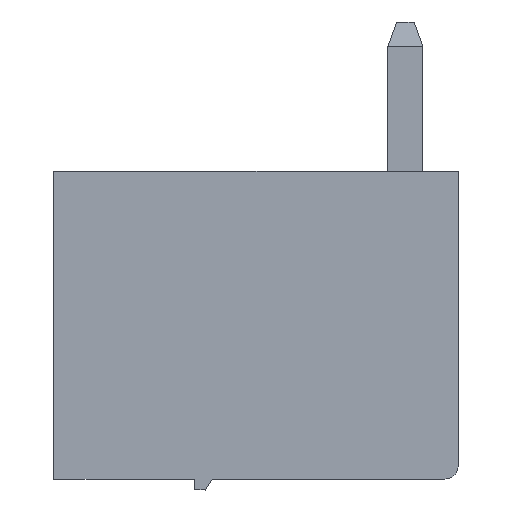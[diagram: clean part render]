
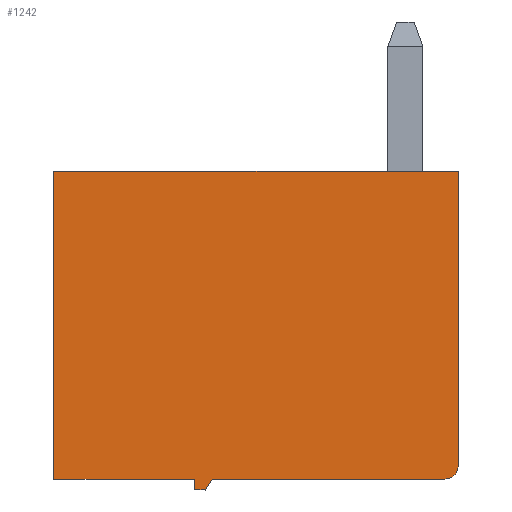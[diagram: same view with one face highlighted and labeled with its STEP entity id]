
A CAD part, front view. The second image highlights one B-rep face of the part: STEP entity #1242.
In plain terms, the highlighted planar face has unit normal (0, -1, 0).
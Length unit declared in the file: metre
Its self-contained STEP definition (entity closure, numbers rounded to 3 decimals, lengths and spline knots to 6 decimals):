
#1242=ADVANCED_FACE('',(#2625),#2626,.T.);
#2625=FACE_OUTER_BOUND('',#4117,.T.);
#2626=PLANE('',#4118);
#4117=EDGE_LOOP('',(#7942,#7943,#7944,#7945,#7946,#7947,#7948,#7949,#7950));
#4118=AXIS2_PLACEMENT_3D('',#7951,#7952,#7953);
#7942=ORIENTED_EDGE('',*,*,#9352,.F.);
#7943=ORIENTED_EDGE('',*,*,#10353,.F.);
#7944=ORIENTED_EDGE('',*,*,#10240,.F.);
#7945=ORIENTED_EDGE('',*,*,#10369,.F.);
#7946=ORIENTED_EDGE('',*,*,#8975,.F.);
#7947=ORIENTED_EDGE('',*,*,#8942,.F.);
#7948=ORIENTED_EDGE('',*,*,#10246,.F.);
#7949=ORIENTED_EDGE('',*,*,#9995,.F.);
#7950=ORIENTED_EDGE('',*,*,#9712,.F.);
#7951=CARTESIAN_POINT('',(0.0089,-0.046415,-0.0067));
#7952=DIRECTION('',(0.,-1.0,0.));
#7953=DIRECTION('',(0.0,0.,-1.0));
#8942=EDGE_CURVE('',#10718,#10720,#10721,.T.);
#8975=EDGE_CURVE('',#10720,#10776,#10777,.T.);
#9352=EDGE_CURVE('',#11413,#11415,#11416,.T.);
#9712=EDGE_CURVE('',#11415,#11991,#11992,.T.);
#9995=EDGE_CURVE('',#11991,#12391,#12392,.T.);
#10240=EDGE_CURVE('',#12697,#12699,#12700,.T.);
#10246=EDGE_CURVE('',#12391,#10718,#12707,.T.);
#10353=EDGE_CURVE('',#12699,#11413,#12828,.T.);
#10369=EDGE_CURVE('',#10776,#12697,#12858,.T.);
#10718=VERTEX_POINT('',#13314);
#10720=VERTEX_POINT('',#13317);
#10721=LINE('',#13318,#13319);
#10776=VERTEX_POINT('',#13395);
#10777=LINE('',#13396,#13397);
#11413=VERTEX_POINT('',#14331);
#11415=VERTEX_POINT('',#14334);
#11416=LINE('',#14335,#14336);
#11991=VERTEX_POINT('',#15182);
#11992=LINE('',#15183,#15184);
#12391=VERTEX_POINT('',#15788);
#12392=CIRCLE('',#15789,0.0003);
#12697=VERTEX_POINT('',#16249);
#12699=VERTEX_POINT('',#16252);
#12700=LINE('',#16253,#16254);
#12707=LINE('',#16264,#16265);
#12828=LINE('',#16440,#16441);
#12858=LINE('',#16484,#16485);
#13314=CARTESIAN_POINT('',(0.0036,-0.046415,-0.007));
#13317=CARTESIAN_POINT('',(0.00345,-0.046415,-0.00725));
#13318=CARTESIAN_POINT('',(0.00345,-0.046415,-0.00725));
#13319=VECTOR('',#16985,1.0);
#13395=CARTESIAN_POINT('',(0.0032,-0.046415,-0.00725));
#13396=CARTESIAN_POINT('',(0.0032,-0.046415,-0.00725));
#13397=VECTOR('',#17016,1.0);
#14331=CARTESIAN_POINT('',(0.,-0.046415,0.));
#14334=CARTESIAN_POINT('',(0.0092,-0.046415,0.));
#14335=CARTESIAN_POINT('',(0.0065,-0.046415,0.));
#14336=VECTOR('',#17340,1.0);
#15182=CARTESIAN_POINT('',(0.0092,-0.046415,-0.0067));
#15183=CARTESIAN_POINT('',(0.0092,-0.046415,-0.0067));
#15184=VECTOR('',#17660,1.0);
#15788=CARTESIAN_POINT('',(0.0089,-0.046415,-0.007));
#15789=AXIS2_PLACEMENT_3D('',#17890,#17891,#17892);
#16249=CARTESIAN_POINT('',(0.0032,-0.046415,-0.007));
#16252=CARTESIAN_POINT('',(0.,-0.046415,-0.007));
#16253=CARTESIAN_POINT('',(0.,-0.046415,-0.007));
#16254=VECTOR('',#18055,1.0);
#16264=CARTESIAN_POINT('',(0.0036,-0.046415,-0.007));
#16265=VECTOR('',#18059,1.0);
#16440=CARTESIAN_POINT('',(0.,-0.046415,0.));
#16441=VECTOR('',#18120,1.0);
#16484=CARTESIAN_POINT('',(0.0032,-0.046415,-0.007));
#16485=VECTOR('',#18137,1.0);
#16985=DIRECTION('',(-0.514,0.,-0.857));
#17016=DIRECTION('',(-1.0,0.,0.));
#17340=DIRECTION('',(1.0,0.,0.));
#17660=DIRECTION('',(0.,0.,-1.0));
#17890=CARTESIAN_POINT('',(0.0089,-0.046415,-0.0067));
#17891=DIRECTION('',(0.,1.0,0.));
#17892=DIRECTION('',(-0.707,0.,0.707));
#18055=DIRECTION('',(-1.0,0.,0.));
#18059=DIRECTION('',(-1.0,0.,0.));
#18120=DIRECTION('',(0.,0.,1.0));
#18137=DIRECTION('',(0.,0.,1.0));
